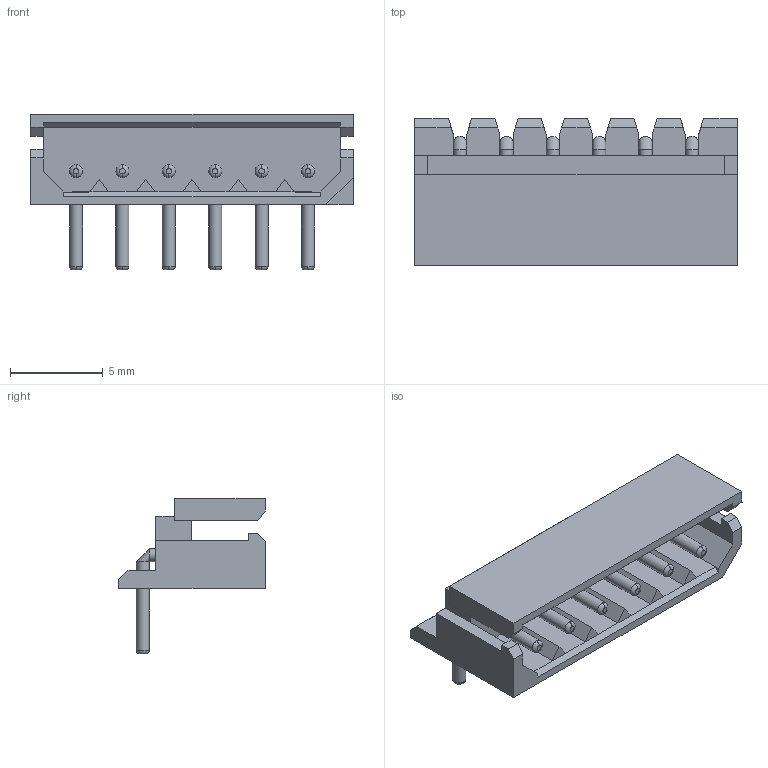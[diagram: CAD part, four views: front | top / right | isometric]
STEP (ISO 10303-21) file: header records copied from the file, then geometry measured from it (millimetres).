
FILE_DESCRIPTION(/* description */ ('STEP AP214'),/* implementation_level */ '2;1');
FILE_NAME(/* name */ '60f5f58d1c50256bf850b024',/* time_stamp */ '2021-07-19T21:58:39+00:00',/* author */ (''),/* organization */ (''),/* preprocessor_version */ 'ST-DEVELOPER v18.1',/* originating_system */ ' ',/* authorisation */ ' ');
FILE_SCHEMA (('AUTOMOTIVE_DESIGN {1 0 10303 214 3 1 1}'));
Length unit declared in the file: metre
Products named in the file (7): PIN 1; PIN 2; PIN 3; PIN 6; PIN 4; BASE; PIN 5
Bounding box: 17.4 x 7.9 x 8.4 mm (x, y, z)
Volume: 302 mm3; surface area: 824.6 mm2
Topology: 7 solids, 7 shells, 177 faces, 449 edges, 274 vertices
Faces by surface type: plane 129, torus 30, cylinder 18
Full cylindrical faces by diameter (mm): 0.7 x18
Entity records: 5212 total; most frequent: DIRECTION 877, CARTESIAN_POINT 865, ORIENTED_EDGE 826, EDGE_CURVE 413, LINE 317, VECTOR 317, AXIS2_PLACEMENT_3D 280, VERTEX_POINT 268
